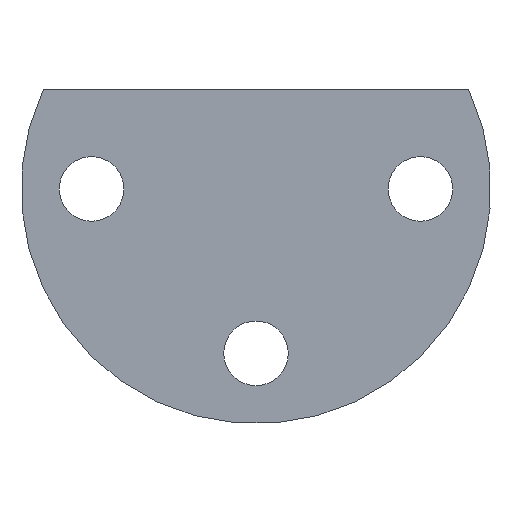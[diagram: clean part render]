
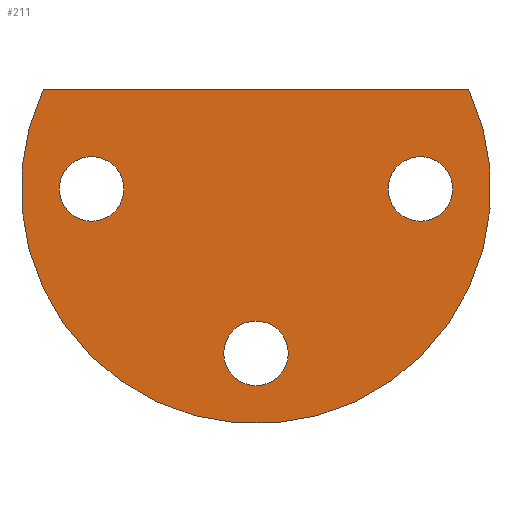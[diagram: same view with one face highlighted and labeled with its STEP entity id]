
A CAD part, left-side view. The second image highlights one B-rep face of the part: STEP entity #211.
In plain terms, the highlighted planar face has unit normal (-1, 0, 0).
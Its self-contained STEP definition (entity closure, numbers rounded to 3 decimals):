
#211 = ADVANCED_FACE( '', ( #413, #414, #415, #416 ), #417, .F. );
#413 = FACE_OUTER_BOUND( '', #597, .T. );
#414 = FACE_BOUND( '', #598, .T. );
#415 = FACE_BOUND( '', #599, .T. );
#416 = FACE_BOUND( '', #600, .T. );
#417 = PLANE( '', #601 );
#597 = EDGE_LOOP( '', ( #981, #982 ) );
#598 = EDGE_LOOP( '', ( #983 ) );
#599 = EDGE_LOOP( '', ( #984 ) );
#600 = EDGE_LOOP( '', ( #985 ) );
#601 = AXIS2_PLACEMENT_3D( '', #986, #987, #988 );
#981 = ORIENTED_EDGE( '', *, *, #1110, .F. );
#982 = ORIENTED_EDGE( '', *, *, #1126, .T. );
#983 = ORIENTED_EDGE( '', *, *, #1098, .F. );
#984 = ORIENTED_EDGE( '', *, *, #1061, .T. );
#985 = ORIENTED_EDGE( '', *, *, #1012, .F. );
#986 = CARTESIAN_POINT( '', ( 0., 0., 0. ) );
#987 = DIRECTION( '', ( 1., 0., 0. ) );
#988 = DIRECTION( '', ( 0., 0., -1. ) );
#1012 = EDGE_CURVE( '', #1172, #1172, #1173, .T. );
#1061 = EDGE_CURVE( '', #1249, #1249, #1250, .T. );
#1098 = EDGE_CURVE( '', #1298, #1298, #1299, .F. );
#1110 = EDGE_CURVE( '', #1313, #1309, #1315, .T. );
#1126 = EDGE_CURVE( '', #1313, #1309, #1334, .T. );
#1172 = VERTEX_POINT( '', #1408 );
#1173 = CIRCLE( '', #1409, 5.5 );
#1249 = VERTEX_POINT( '', #1554 );
#1250 = CIRCLE( '', #1555, 5.5 );
#1298 = VERTEX_POINT( '', #1656 );
#1299 = CIRCLE( '', #1657, 5.5 );
#1309 = VERTEX_POINT( '', #1680 );
#1313 = VERTEX_POINT( '', #1685 );
#1315 = CIRCLE( '', #1688, 40. );
#1334 = LINE( '', #1718, #1719 );
#1408 = CARTESIAN_POINT( '', ( 0., -28., 5.5 ) );
#1409 = AXIS2_PLACEMENT_3D( '', #1758, #1759, #1760 );
#1554 = CARTESIAN_POINT( '', ( 0., 0., -33.5 ) );
#1555 = AXIS2_PLACEMENT_3D( '', #1818, #1819, #1820 );
#1656 = CARTESIAN_POINT( '', ( 0., 28., -5.5 ) );
#1657 = AXIS2_PLACEMENT_3D( '', #1850, #1851, #1852 );
#1680 = CARTESIAN_POINT( '', ( 0., 36.208, 17. ) );
#1685 = CARTESIAN_POINT( '', ( 0., -36.208, 17. ) );
#1688 = AXIS2_PLACEMENT_3D( '', #1862, #1863, #1864 );
#1718 = CARTESIAN_POINT( '', ( 0., -42., 17. ) );
#1719 = VECTOR( '', #1873, 1000. );
#1758 = CARTESIAN_POINT( '', ( 0., -28., 0. ) );
#1759 = DIRECTION( '', ( -1., 0., 0. ) );
#1760 = DIRECTION( '', ( 0., 0., 1. ) );
#1818 = CARTESIAN_POINT( '', ( 0., 0., -28. ) );
#1819 = DIRECTION( '', ( 1., 0., 0. ) );
#1820 = DIRECTION( '', ( 0., 0., -1. ) );
#1850 = CARTESIAN_POINT( '', ( 0., 28., 0. ) );
#1851 = DIRECTION( '', ( 1., 0., 0. ) );
#1852 = DIRECTION( '', ( 0., 0., -1. ) );
#1862 = CARTESIAN_POINT( '', ( 0., 0., 0. ) );
#1863 = DIRECTION( '', ( 1., 0., 0. ) );
#1864 = DIRECTION( '', ( 0., 0., -1. ) );
#1873 = DIRECTION( '', ( 0., 1., 0. ) );
